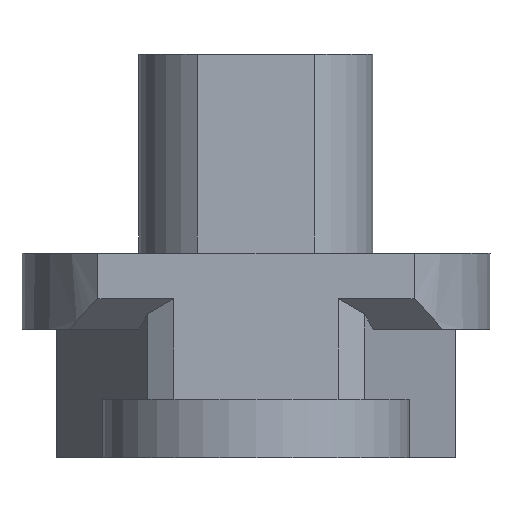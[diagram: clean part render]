
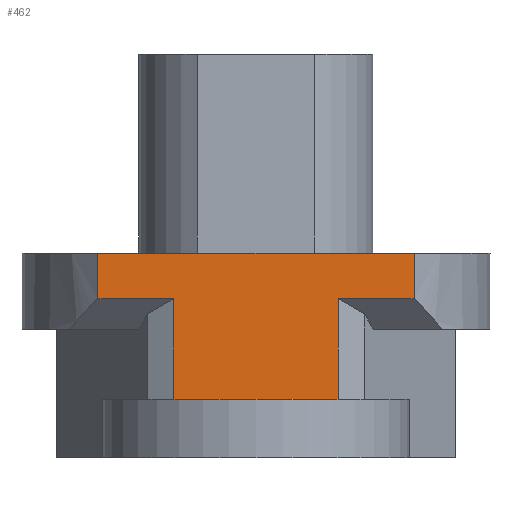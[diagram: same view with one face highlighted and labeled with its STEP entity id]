
A CAD part, left-side view. The second image highlights one B-rep face of the part: STEP entity #462.
In plain terms, the highlighted planar face has unit normal (-1, 0, 0).
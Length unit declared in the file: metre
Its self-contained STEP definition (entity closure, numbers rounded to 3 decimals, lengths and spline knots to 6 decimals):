
#79=ORIENTED_EDGE('',*,*,#196,.T.);
#80=ORIENTED_EDGE('',*,*,#197,.T.);
#81=ORIENTED_EDGE('',*,*,#176,.F.);
#82=ORIENTED_EDGE('',*,*,#198,.T.);
#83=ORIENTED_EDGE('',*,*,#182,.T.);
#84=ORIENTED_EDGE('',*,*,#199,.T.);
#85=ORIENTED_EDGE('',*,*,#200,.T.);
#86=ORIENTED_EDGE('',*,*,#201,.T.);
#176=EDGE_CURVE('',#238,#239,#278,.T.);
#182=EDGE_CURVE('',#244,#243,#280,.T.);
#196=EDGE_CURVE('',#253,#254,#293,.T.);
#197=EDGE_CURVE('',#254,#239,#294,.T.);
#198=EDGE_CURVE('',#238,#244,#295,.T.);
#199=EDGE_CURVE('',#243,#255,#296,.T.);
#200=EDGE_CURVE('',#255,#256,#297,.T.);
#201=EDGE_CURVE('',#256,#253,#298,.T.);
#238=VERTEX_POINT('',#718);
#239=VERTEX_POINT('',#719);
#243=VERTEX_POINT('',#729);
#244=VERTEX_POINT('',#731);
#253=VERTEX_POINT('',#758);
#254=VERTEX_POINT('',#759);
#255=VERTEX_POINT('',#763);
#256=VERTEX_POINT('',#765);
#278=LINE('',#717,#325);
#280=LINE('',#730,#327);
#293=LINE('',#757,#340);
#294=LINE('',#760,#341);
#295=LINE('',#761,#342);
#296=LINE('',#762,#343);
#297=LINE('',#764,#344);
#298=LINE('',#766,#345);
#325=VECTOR('',#578,1.);
#327=VECTOR('',#590,1.);
#340=VECTOR('',#613,1.);
#341=VECTOR('',#614,1.);
#342=VECTOR('',#615,1.);
#343=VECTOR('',#616,1.);
#344=VECTOR('',#617,1.);
#345=VECTOR('',#618,1.);
#373=EDGE_LOOP('',(#79,#80,#81,#82,#83,#84,#85,#86));
#408=FACE_BOUND('',#373,.T.);
#439=PLANE('',#524);
#462=ADVANCED_FACE('',(#408),#439,.F.);
#524=AXIS2_PLACEMENT_3D('',#756,#611,#612);
#578=DIRECTION('',(0.,0.,-1.));
#590=DIRECTION('',(0.,0.,-1.));
#611=DIRECTION('',(1.,0.,0.));
#612=DIRECTION('',(0.,1.,0.));
#613=DIRECTION('',(0.,0.,1.));
#614=DIRECTION('',(0.,-1.,0.));
#615=DIRECTION('',(0.,1.,0.));
#616=DIRECTION('',(0.,-1.,0.));
#617=DIRECTION('',(0.,0.,-1.));
#618=DIRECTION('',(0.,-1.,0.));
#717=CARTESIAN_POINT('',(-0.0059,-0.005403,0.013802));
#718=CARTESIAN_POINT('',(-0.0059,-0.005403,0.007));
#719=CARTESIAN_POINT('',(-0.0059,-0.005403,0.005439));
#729=CARTESIAN_POINT('',(-0.0059,0.005403,0.005439));
#730=CARTESIAN_POINT('',(-0.0059,0.005403,0.013802));
#731=CARTESIAN_POINT('',(-0.0059,0.005403,0.007));
#756=CARTESIAN_POINT('',(-0.0059,0.,0.0044));
#757=CARTESIAN_POINT('',(-0.0059,-0.002806,0.0044));
#758=CARTESIAN_POINT('',(-0.0059,-0.002806,0.001039));
#759=CARTESIAN_POINT('',(-0.0059,-0.002806,0.005439));
#760=CARTESIAN_POINT('',(-0.0059,0.,0.005439));
#761=CARTESIAN_POINT('',(-0.0059,0.004405,0.007));
#762=CARTESIAN_POINT('',(-0.0059,0.,0.005439));
#763=CARTESIAN_POINT('',(-0.0059,0.002806,0.005439));
#764=CARTESIAN_POINT('',(-0.0059,0.002806,0.0044));
#765=CARTESIAN_POINT('',(-0.0059,0.002806,0.001039));
#766=CARTESIAN_POINT('',(-0.0059,0.,0.001039));
